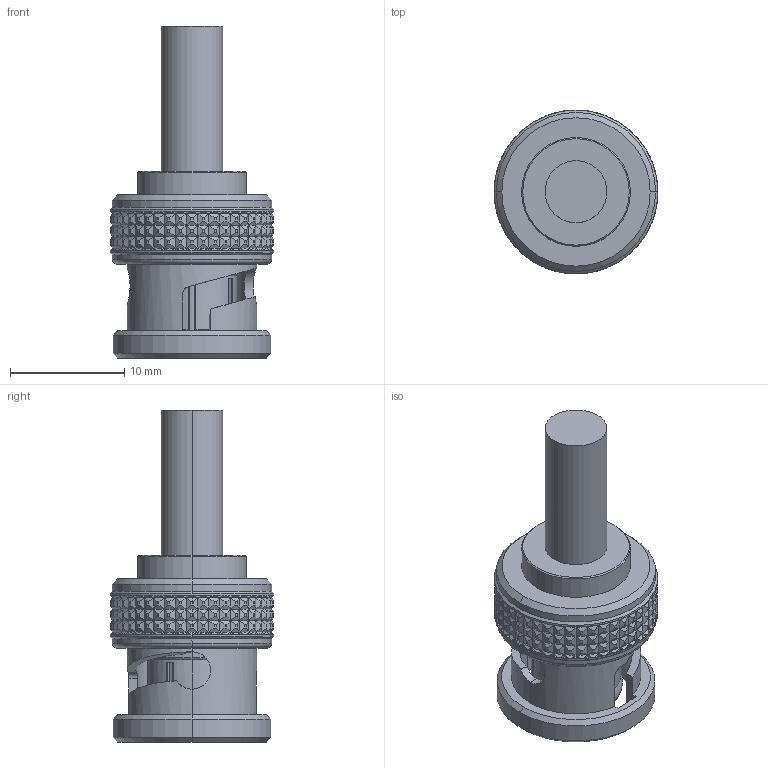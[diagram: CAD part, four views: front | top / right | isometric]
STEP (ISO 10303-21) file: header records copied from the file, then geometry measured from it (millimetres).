
FILE_DESCRIPTION (( 'STEP AP203' ), '1' );
FILE_NAME ('R142.081.120H.STEP', '2014-12-12T09:19:56', ( '' ), ( '' ), 'SwSTEP 2.0', 'SolidWorks 2014', '' );
FILE_SCHEMA (( 'CONFIG_CONTROL_DESIGN' ));
Length unit declared in the file: metre
Products named in the file (1): R142.081.120H
Bounding box: 14.3 x 14.3 x 29 mm (x, y, z)
Volume: 1810.6 mm3; surface area: 1983.4 mm2
Topology: 1 solids, 1 shells, 1122 faces, 2420 edges, 1304 vertices
Faces by surface type: plane 589, cone 347, cylinder 177, torus 9
Entity records: 30293 total; most frequent: CARTESIAN_POINT 7338, ORIENTED_EDGE 4840, DIRECTION 4617, EDGE_CURVE 2420, AXIS2_PLACEMENT_3D 1836, VERTEX_POINT 1304, EDGE_LOOP 1130, FACE_OUTER_BOUND 1122
